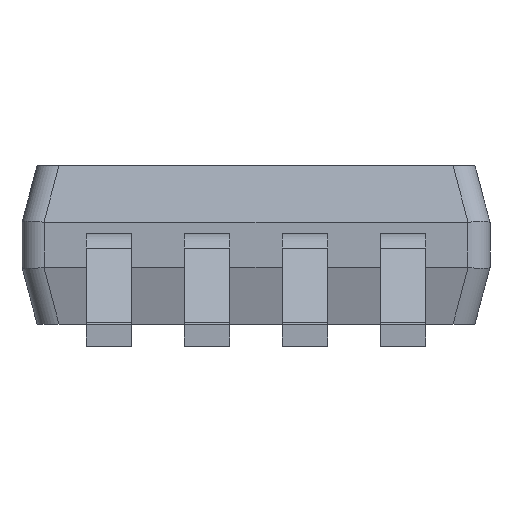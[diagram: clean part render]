
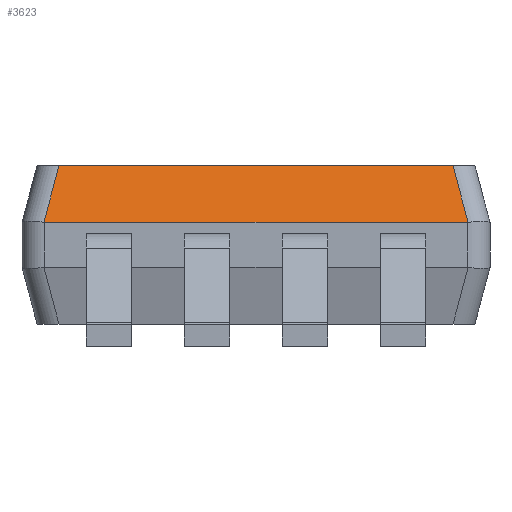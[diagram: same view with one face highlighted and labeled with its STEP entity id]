
A CAD part, front view. The second image highlights one B-rep face of the part: STEP entity #3623.
In plain terms, the highlighted planar face has unit normal (0, -0.966, 0.257).
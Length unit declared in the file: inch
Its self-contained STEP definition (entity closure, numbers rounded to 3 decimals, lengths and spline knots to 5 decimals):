
#1130 = CARTESIAN_POINT ( 'NONE',  ( -0.05518, -0.08858, 0.02653 ) ) ;
#1131 = CARTESIAN_POINT ( 'NONE',  ( -0.05525, -0.08858, 0.02654 ) ) ;
#1132 = CARTESIAN_POINT ( 'NONE',  ( -0.05531, -0.08858, 0.02655 ) ) ;
#1133 = CARTESIAN_POINT ( 'NONE',  ( -0.05512, -0.08858, 0.02653 ) ) ;
#2542 = VERTEX_POINT ( 'NONE', #7876 ) ;
#2543 = VERTEX_POINT ( 'NONE', #7875 ) ;
#2568 = EDGE_CURVE ( 'NONE', #2542, #2543, #7869, .T. ) ;
#2573 = EDGE_CURVE ( 'NONE', #2543, #2574, #7964, .T. ) ;
#2574 = VERTEX_POINT ( 'NONE', #7966 ) ;
#2785 = VERTEX_POINT ( 'NONE', #8306 ) ;
#2786 = EDGE_CURVE ( 'NONE', #2785, #2542, #8322, .T. ) ;
#3613 = ORIENTED_EDGE ( 'NONE', *, *, #2573, .T. ) ;
#3614 = ORIENTED_EDGE ( 'NONE', *, *, #3642, .F. ) ;
#3615 = EDGE_CURVE ( 'NONE', #3616, #3643, #6512, .T. ) ;
#3616 = VERTEX_POINT ( 'NONE', #6478 ) ;
#3618 = ORIENTED_EDGE ( 'NONE', *, *, #3619, .F. ) ;
#3619 = EDGE_CURVE ( 'NONE', #2785, #3616, #6506, .T. ) ;
#3620 = ORIENTED_EDGE ( 'NONE', *, *, #2786, .T. ) ;
#3621 = ORIENTED_EDGE ( 'NONE', *, *, #2568, .T. ) ;
#3622 = EDGE_LOOP ( 'NONE', ( #3618, #3620, #3621, #3613, #3614, #3706 ) ) ;
#3623 = ADVANCED_FACE ( 'NONE', ( #6502 ), #6519, .T. ) ;
#3642 = EDGE_CURVE ( 'NONE', #3643, #2574, #6660, .T. ) ;
#3643 = VERTEX_POINT ( 'NONE', #6662 ) ;
#3706 = ORIENTED_EDGE ( 'NONE', *, *, #3615, .F. ) ;
#6478 = CARTESIAN_POINT ( 'NONE',  ( -0.05137, -0.08464, 0.04134 ) ) ;
#6502 = FACE_OUTER_BOUND ( 'NONE', #3622, .T. ) ;
#6503 = DIRECTION ( 'NONE',  ( 0.249, 0.249, 0.936 ) ) ;
#6504 = VECTOR ( 'NONE', #6503, 39.37008 ) ;
#6505 = CARTESIAN_POINT ( 'NONE',  ( -0.05338, -0.08665, 0.03381 ) ) ;
#6506 = LINE ( 'NONE', #6505, #6504 ) ;
#6509 = DIRECTION ( 'NONE',  ( 1., 0., 0. ) ) ;
#6510 = VECTOR ( 'NONE', #6509, 39.37008 ) ;
#6511 = CARTESIAN_POINT ( 'NONE',  ( 0., -0.08464, 0.04134 ) ) ;
#6512 = LINE ( 'NONE', #6511, #6510 ) ;
#6517 = DIRECTION ( 'NONE',  ( 0., -0.257, -0.966 ) ) ;
#6518 = DIRECTION ( 'NONE',  ( 0., -0.966, 0.257 ) ) ;
#6519 = PLANE ( 'NONE',  #6528 ) ;
#6527 = CARTESIAN_POINT ( 'NONE',  ( -0.05598, -0.08464, 0.04134 ) ) ;
#6528 = AXIS2_PLACEMENT_3D ( 'NONE', #6527, #6518, #6517 ) ;
#6659 = CARTESIAN_POINT ( 'NONE',  ( 0.05338, -0.08665, 0.03381 ) ) ;
#6660 = LINE ( 'NONE', #6659, #6664 ) ;
#6662 = CARTESIAN_POINT ( 'NONE',  ( 0.05137, -0.08464, 0.04134 ) ) ;
#6663 = DIRECTION ( 'NONE',  ( 0.249, -0.249, -0.936 ) ) ;
#6664 = VECTOR ( 'NONE', #6663, 39.37008 ) ;
#7866 = DIRECTION ( 'NONE',  ( 1., 0., 0. ) ) ;
#7867 = VECTOR ( 'NONE', #7866, 39.37008 ) ;
#7868 = CARTESIAN_POINT ( 'NONE',  ( 0., -0.08858, 0.02653 ) ) ;
#7869 = LINE ( 'NONE', #7868, #7867 ) ;
#7875 = CARTESIAN_POINT ( 'NONE',  ( 0.05512, -0.08858, 0.02653 ) ) ;
#7876 = CARTESIAN_POINT ( 'NONE',  ( -0.05512, -0.08858, 0.02653 ) ) ;
#7964 =( BOUNDED_CURVE ( )  B_SPLINE_CURVE ( 3, ( #7969, #7968, #7974, #7973 ),
 .UNSPECIFIED., .F., .T. ) 
 B_SPLINE_CURVE_WITH_KNOTS ( ( 4, 4 ),
 ( 0., 0.03315 ),
 .UNSPECIFIED. ) 
 CURVE ( )  GEOMETRIC_REPRESENTATION_ITEM ( )  RATIONAL_B_SPLINE_CURVE ( ( 1., 1., 1., 1. ) ) 
 REPRESENTATION_ITEM ( '' )  );
#7966 = CARTESIAN_POINT ( 'NONE',  ( 0.05531, -0.08858, 0.02655 ) ) ;
#7968 = CARTESIAN_POINT ( 'NONE',  ( 0.05518, -0.08858, 0.02653 ) ) ;
#7969 = CARTESIAN_POINT ( 'NONE',  ( 0.05512, -0.08858, 0.02653 ) ) ;
#7973 = CARTESIAN_POINT ( 'NONE',  ( 0.05531, -0.08858, 0.02655 ) ) ;
#7974 = CARTESIAN_POINT ( 'NONE',  ( 0.05525, -0.08858, 0.02654 ) ) ;
#8306 = CARTESIAN_POINT ( 'NONE',  ( -0.05531, -0.08858, 0.02655 ) ) ;
#8322 =( BOUNDED_CURVE ( )  B_SPLINE_CURVE ( 3, ( #1132, #1131, #1130, #1133 ),
 .UNSPECIFIED., .F., .T. ) 
 B_SPLINE_CURVE_WITH_KNOTS ( ( 4, 4 ),
 ( 6.25004, 6.28319 ),
 .UNSPECIFIED. ) 
 CURVE ( )  GEOMETRIC_REPRESENTATION_ITEM ( )  RATIONAL_B_SPLINE_CURVE ( ( 1., 1., 1., 1. ) ) 
 REPRESENTATION_ITEM ( '' )  );
